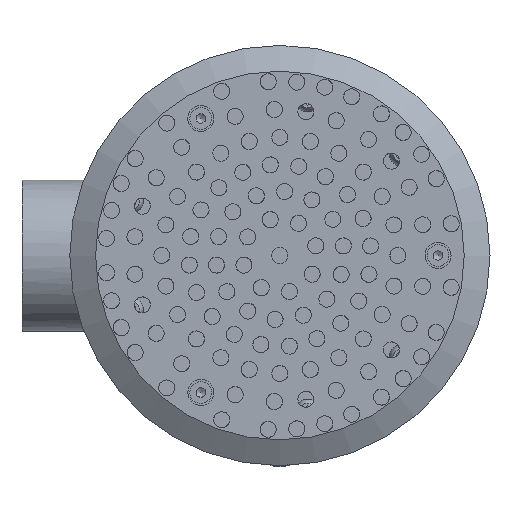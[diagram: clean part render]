
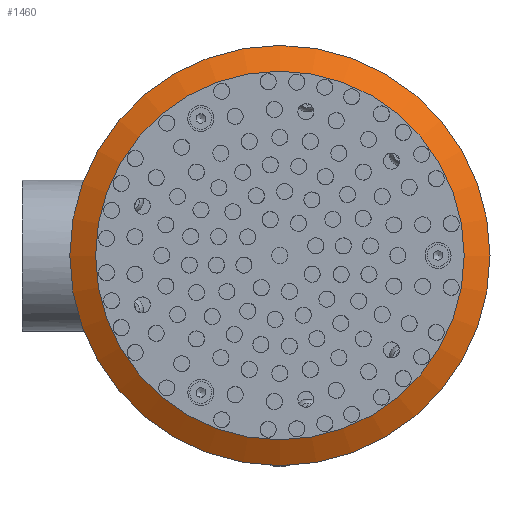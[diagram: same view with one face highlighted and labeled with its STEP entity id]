
A CAD part, top view. The second image highlights one B-rep face of the part: STEP entity #1460.
In plain terms, the highlighted conical face has half-angle 60 degrees and reference radius 86.034 mm.
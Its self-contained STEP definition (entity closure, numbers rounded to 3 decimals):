
#1460=ADVANCED_FACE('',(#7965,#7967),#7969,.T.);
#7965=FACE_OUTER_BOUND('',#7966,.T.);
#7966=EDGE_LOOP('',(#9798));
#7967=FACE_OUTER_BOUND('',#7968,.T.);
#7968=EDGE_LOOP('',(#9799));
#7969=CONICAL_SURFACE('',#7970,86.034,1.047);
#7970=AXIS2_PLACEMENT_3D('',#7971,#7972,#7973);
#7971=CARTESIAN_POINT('',(0.,0.,-1.752));
#7972=DIRECTION('',(0.,0.,-1.));
#7973=DIRECTION('',(-1.,0.,0.));
#9798=ORIENTED_EDGE('',*,*,#10218,.T.);
#9799=ORIENTED_EDGE('',*,*,#10469,.F.);
#10218=EDGE_CURVE('',#10948,#10948,#10949,.T.);
#10469=EDGE_CURVE('',#11450,#11450,#11451,.T.);
#10948=VERTEX_POINT('',#15326);
#10949=CIRCLE('',#15327,80.405);
#11450=VERTEX_POINT('',#25147);
#11451=CIRCLE('',#25148,91.664);
#15326=CARTESIAN_POINT('',(-80.405,0.,1.499));
#15327=AXIS2_PLACEMENT_3D('',#15328,#15329,#15330);
#15328=CARTESIAN_POINT('',(0.,0.,1.499));
#15329=DIRECTION('',(0.,0.,-1.));
#15330=DIRECTION('',(-1.,0.,0.));
#25147=CARTESIAN_POINT('',(-91.664,0.,-5.002));
#25148=AXIS2_PLACEMENT_3D('',#25149,#25150,#25151);
#25149=CARTESIAN_POINT('',(0.,0.,-5.002));
#25150=DIRECTION('',(0.,0.,-1.));
#25151=DIRECTION('',(-1.,0.,0.));
